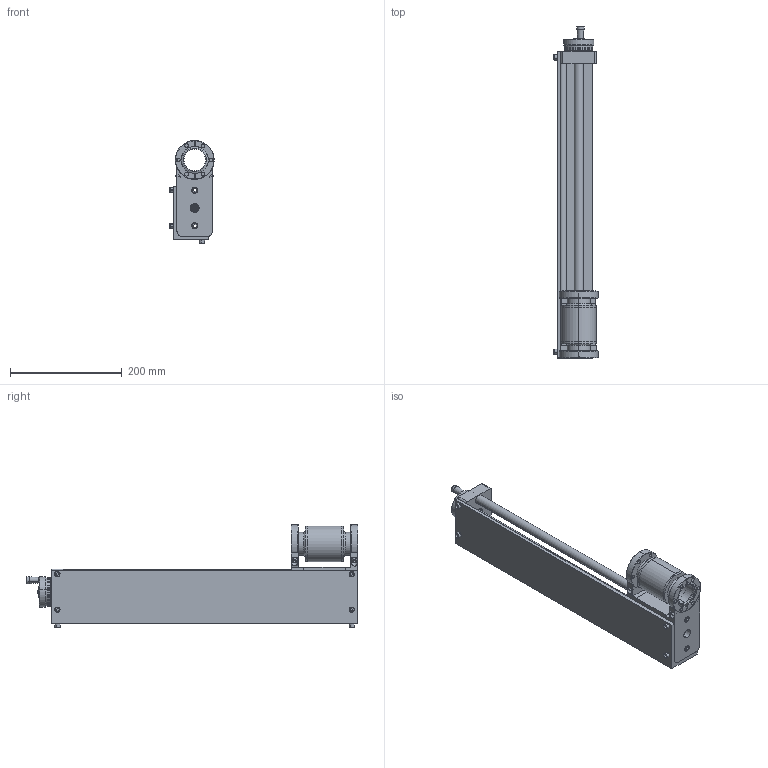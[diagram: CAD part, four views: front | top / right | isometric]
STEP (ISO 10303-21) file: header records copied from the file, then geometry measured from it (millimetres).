
FILE_DESCRIPTION (( 'STEP AP214' ), '1' );
FILE_NAME ('BLT27S-16, BOTH THRU 10016569.STEP', '2018-05-04T17:47:34', ( 'JBeebout' ), ( 'Microsoft' ), 'SwSTEP 2.0', 'SolidWorks 2017', '' );
FILE_SCHEMA (( 'AUTOMOTIVE_DESIGN' ));
Length unit declared in the file: inch
Products named in the file (1): BLT27S-16, BOTH THRU 10016569
Bounding box: 79.12 x 592.8 x 183.9 mm (x, y, z)
Surface area: 378224 mm2 (no closed solid volume)
Topology: 0 solids, 42 shells, 444 faces, 1538 edges, 1136 vertices
Faces by surface type: plane 207, cylinder 173, cone 56, torus 8
Entity records: 23447 total; most frequent: CARTESIAN_POINT 3987, DIRECTION 3022, ORIENTED_EDGE 2402, EDGE_CURVE 1538, VERTEX_POINT 1136, AXIS2_PLACEMENT_3D 1087, LINE 848, VECTOR 848
